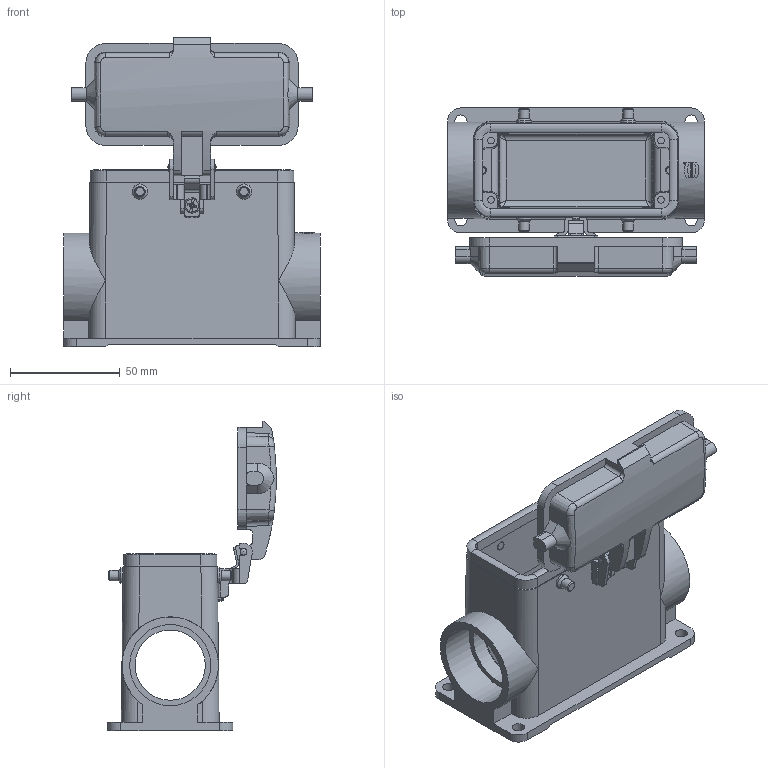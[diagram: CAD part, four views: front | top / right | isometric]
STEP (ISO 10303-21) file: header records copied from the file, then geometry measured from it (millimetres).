
FILE_DESCRIPTION(/* description */ (''),/* implementation_level */ '2;1');
FILE_NAME(/* name */ '100763796ugm000_a.stp',/* time_stamp */ '2019-08-05T12:51:39+02:00',/* author */ (''),/* organization */ (''),/* preprocessor_version */ 'ST-DEVELOPER v16.7',/* originating_system */ 'SIEMENS PLM Software NX 12.0',/* authorisation */ '');
FILE_SCHEMA (('AUTOMOTIVE_DESIGN { 1 0 10303 214 3 1 1 1 }'));
Length unit declared in the file: millimetre
Products named in the file (1): 100763796ugm000_a
Bounding box: 117 x 76.86 x 141.28 mm (x, y, z)
Volume: 146770.9 mm3; surface area: 77728.6 mm2
Topology: 2 solids, 2 shells, 645 faces, 1758 edges, 1142 vertices
Faces by surface type: plane 310, cylinder 194, bspline 66, cone 43, extrusion 16, torus 14, sphere 2
Full cylindrical faces by diameter (mm): 0.77 x1, 3 x6, 3.05 x1, 4 x4, 4.8 x4, 5.6 x4, 7 x5, 32 x2, 37 x2
Entity records: 26867 total; most frequent: CARTESIAN_POINT 6838, ORIENTED_EDGE 3348, DIRECTION 2972, EDGE_CURVE 1674, VERTEX_POINT 1110, AXIS2_PLACEMENT_3D 1034, VECTOR 904, LINE 888
